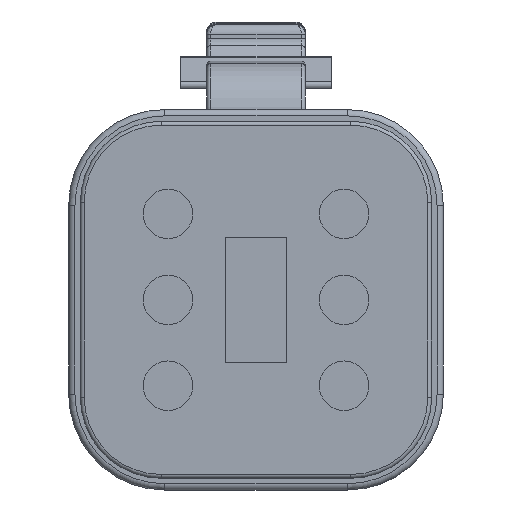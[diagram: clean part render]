
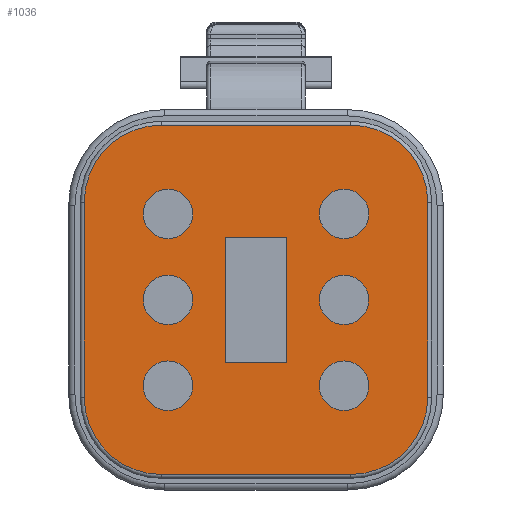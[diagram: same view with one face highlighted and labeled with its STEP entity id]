
A CAD part, front view. The second image highlights one B-rep face of the part: STEP entity #1036.
In plain terms, the highlighted planar face has unit normal (0, -1, 0).
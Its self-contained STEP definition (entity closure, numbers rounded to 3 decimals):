
#312=FACE_BOUND('',#2160,.T.);
#313=FACE_BOUND('',#2161,.T.);
#314=FACE_BOUND('',#2162,.T.);
#315=FACE_BOUND('',#2163,.T.);
#316=FACE_BOUND('',#2164,.T.);
#317=FACE_BOUND('',#2165,.T.);
#318=FACE_BOUND('',#2166,.T.);
#319=FACE_BOUND('',#2167,.T.);
#591=PLANE('',#8293);
#1036=ADVANCED_FACE('',(#312,#313,#314,#315,#316,#317,#318,#319),#591,.T.);
#2160=EDGE_LOOP('',(#4986,#4987,#4988,#4989,#4990,#4991,#4992,#4993));
#2161=EDGE_LOOP('',(#4994,#4995,#4996,#4997));
#2162=EDGE_LOOP('',(#4998));
#2163=EDGE_LOOP('',(#4999));
#2164=EDGE_LOOP('',(#5000));
#2165=EDGE_LOOP('',(#5001));
#2166=EDGE_LOOP('',(#5002));
#2167=EDGE_LOOP('',(#5003));
#2547=LINE('',#17290,#2932);
#2550=LINE('',#17296,#2935);
#2552=LINE('',#17300,#2937);
#2554=LINE('',#17304,#2939);
#2555=LINE('',#17309,#2940);
#2556=LINE('',#17313,#2941);
#2557=LINE('',#17317,#2942);
#2558=LINE('',#17321,#2943);
#2932=VECTOR('',#10414,1.);
#2935=VECTOR('',#10419,1.);
#2937=VECTOR('',#10423,1.);
#2939=VECTOR('',#10427,1.);
#2940=VECTOR('',#10432,1.);
#2941=VECTOR('',#10435,1.);
#2942=VECTOR('',#10438,1.);
#2943=VECTOR('',#10441,1.);
#4986=ORIENTED_EDGE('',*,*,#6829,.T.);
#4987=ORIENTED_EDGE('',*,*,#6830,.T.);
#4988=ORIENTED_EDGE('',*,*,#6831,.T.);
#4989=ORIENTED_EDGE('',*,*,#6832,.T.);
#4990=ORIENTED_EDGE('',*,*,#6833,.T.);
#4991=ORIENTED_EDGE('',*,*,#6834,.T.);
#4992=ORIENTED_EDGE('',*,*,#6835,.T.);
#4993=ORIENTED_EDGE('',*,*,#6836,.T.);
#4994=ORIENTED_EDGE('',*,*,#6828,.F.);
#4995=ORIENTED_EDGE('',*,*,#6826,.F.);
#4996=ORIENTED_EDGE('',*,*,#6824,.F.);
#4997=ORIENTED_EDGE('',*,*,#6821,.F.);
#4998=ORIENTED_EDGE('',*,*,#6820,.F.);
#4999=ORIENTED_EDGE('',*,*,#6819,.F.);
#5000=ORIENTED_EDGE('',*,*,#6818,.F.);
#5001=ORIENTED_EDGE('',*,*,#6817,.F.);
#5002=ORIENTED_EDGE('',*,*,#6816,.F.);
#5003=ORIENTED_EDGE('',*,*,#6815,.F.);
#5763=VERTEX_POINT('',#17273);
#5764=VERTEX_POINT('',#17276);
#5765=VERTEX_POINT('',#17279);
#5766=VERTEX_POINT('',#17282);
#5767=VERTEX_POINT('',#17285);
#5768=VERTEX_POINT('',#17288);
#5769=VERTEX_POINT('',#17291);
#5770=VERTEX_POINT('',#17292);
#5771=VERTEX_POINT('',#17297);
#5772=VERTEX_POINT('',#17301);
#5773=VERTEX_POINT('',#17307);
#5774=VERTEX_POINT('',#17308);
#5775=VERTEX_POINT('',#17310);
#5776=VERTEX_POINT('',#17312);
#5777=VERTEX_POINT('',#17314);
#5778=VERTEX_POINT('',#17316);
#5779=VERTEX_POINT('',#17318);
#5780=VERTEX_POINT('',#17320);
#6815=EDGE_CURVE('',#5763,#5763,#7386,.T.);
#6816=EDGE_CURVE('',#5764,#5764,#7387,.T.);
#6817=EDGE_CURVE('',#5765,#5765,#7388,.T.);
#6818=EDGE_CURVE('',#5766,#5766,#7389,.T.);
#6819=EDGE_CURVE('',#5767,#5767,#7390,.T.);
#6820=EDGE_CURVE('',#5768,#5768,#7391,.T.);
#6821=EDGE_CURVE('',#5769,#5770,#2547,.T.);
#6824=EDGE_CURVE('',#5770,#5771,#2550,.T.);
#6826=EDGE_CURVE('',#5771,#5772,#2552,.T.);
#6828=EDGE_CURVE('',#5772,#5769,#2554,.T.);
#6829=EDGE_CURVE('',#5773,#5774,#7392,.T.);
#6830=EDGE_CURVE('',#5774,#5775,#2555,.T.);
#6831=EDGE_CURVE('',#5775,#5776,#7393,.T.);
#6832=EDGE_CURVE('',#5776,#5777,#2556,.T.);
#6833=EDGE_CURVE('',#5777,#5778,#7394,.T.);
#6834=EDGE_CURVE('',#5778,#5779,#2557,.T.);
#6835=EDGE_CURVE('',#5779,#5780,#7395,.T.);
#6836=EDGE_CURVE('',#5780,#5773,#2558,.T.);
#7386=CIRCLE('',#8273,1.28);
#7387=CIRCLE('',#8275,1.28);
#7388=CIRCLE('',#8277,1.28);
#7389=CIRCLE('',#8279,1.28);
#7390=CIRCLE('',#8281,1.28);
#7391=CIRCLE('',#8283,1.28);
#7392=CIRCLE('',#8289,4.);
#7393=CIRCLE('',#8290,4.);
#7394=CIRCLE('',#8291,4.);
#7395=CIRCLE('',#8292,4.);
#8273=AXIS2_PLACEMENT_3D('',#17272,#10390,#10391);
#8275=AXIS2_PLACEMENT_3D('',#17275,#10394,#10395);
#8277=AXIS2_PLACEMENT_3D('',#17278,#10398,#10399);
#8279=AXIS2_PLACEMENT_3D('',#17281,#10402,#10403);
#8281=AXIS2_PLACEMENT_3D('',#17284,#10406,#10407);
#8283=AXIS2_PLACEMENT_3D('',#17287,#10410,#10411);
#8289=AXIS2_PLACEMENT_3D('',#17306,#10430,#10431);
#8290=AXIS2_PLACEMENT_3D('',#17311,#10433,#10434);
#8291=AXIS2_PLACEMENT_3D('',#17315,#10436,#10437);
#8292=AXIS2_PLACEMENT_3D('',#17319,#10439,#10440);
#8293=AXIS2_PLACEMENT_3D('',#17322,#10442,#10443);
#10390=DIRECTION('',(0.,-1.,0.));
#10391=DIRECTION('',(1.,0.,0.));
#10394=DIRECTION('',(0.,-1.,0.));
#10395=DIRECTION('',(1.,0.,0.));
#10398=DIRECTION('',(0.,-1.,0.));
#10399=DIRECTION('',(1.,0.,0.));
#10402=DIRECTION('',(0.,-1.,0.));
#10403=DIRECTION('',(1.,0.,0.));
#10406=DIRECTION('',(0.,-1.,0.));
#10407=DIRECTION('',(1.,0.,0.));
#10410=DIRECTION('',(0.,-1.,0.));
#10411=DIRECTION('',(1.,0.,0.));
#10414=DIRECTION('',(1.,0.,0.));
#10419=DIRECTION('',(0.,0.,1.));
#10423=DIRECTION('',(-1.,0.,0.));
#10427=DIRECTION('',(0.,0.,-1.));
#10430=DIRECTION('',(0.,-1.,0.));
#10431=DIRECTION('',(0.,0.,-1.));
#10432=DIRECTION('',(0.,0.,1.));
#10433=DIRECTION('',(0.,-1.,0.));
#10434=DIRECTION('',(0.,0.,-1.));
#10435=DIRECTION('',(-1.,0.,0.));
#10436=DIRECTION('',(0.,-1.,0.));
#10437=DIRECTION('',(0.,0.,-1.));
#10438=DIRECTION('',(0.,0.,-1.));
#10439=DIRECTION('',(0.,-1.,0.));
#10440=DIRECTION('',(0.,0.,-1.));
#10441=DIRECTION('',(1.,0.,0.));
#10442=DIRECTION('',(0.,-1.,0.));
#10443=DIRECTION('',(0.,0.,1.));
#17272=CARTESIAN_POINT('',(4.56,0.,0.));
#17273=CARTESIAN_POINT('',(5.84,0.,0.));
#17275=CARTESIAN_POINT('',(-4.56,0.,4.45));
#17276=CARTESIAN_POINT('',(-3.28,0.,4.45));
#17278=CARTESIAN_POINT('',(-4.56,0.,-4.45));
#17279=CARTESIAN_POINT('',(-3.28,0.,-4.45));
#17281=CARTESIAN_POINT('',(-4.56,0.,0.));
#17282=CARTESIAN_POINT('',(-3.28,0.,0.));
#17284=CARTESIAN_POINT('',(4.56,0.,-4.45));
#17285=CARTESIAN_POINT('',(5.84,0.,-4.45));
#17287=CARTESIAN_POINT('',(4.56,0.,4.45));
#17288=CARTESIAN_POINT('',(5.84,0.,4.45));
#17290=CARTESIAN_POINT('',(-1.6,0.,-3.25));
#17291=CARTESIAN_POINT('',(-1.6,0.,-3.25));
#17292=CARTESIAN_POINT('',(1.6,0.,-3.25));
#17296=CARTESIAN_POINT('',(1.6,0.,-3.25));
#17297=CARTESIAN_POINT('',(1.6,0.,3.25));
#17300=CARTESIAN_POINT('',(1.6,0.,3.25));
#17301=CARTESIAN_POINT('',(-1.6,0.,3.25));
#17304=CARTESIAN_POINT('',(-1.6,0.,3.25));
#17306=CARTESIAN_POINT('',(4.9,0.,-5.05));
#17307=CARTESIAN_POINT('',(4.9,0.,-9.05));
#17308=CARTESIAN_POINT('',(8.9,0.,-5.05));
#17309=CARTESIAN_POINT('',(8.9,0.,5.05));
#17310=CARTESIAN_POINT('',(8.9,0.,5.05));
#17311=CARTESIAN_POINT('',(4.9,0.,5.05));
#17312=CARTESIAN_POINT('',(4.9,0.,9.05));
#17313=CARTESIAN_POINT('',(-4.9,0.,9.05));
#17314=CARTESIAN_POINT('',(-4.9,0.,9.05));
#17315=CARTESIAN_POINT('',(-4.9,0.,5.05));
#17316=CARTESIAN_POINT('',(-8.9,0.,5.05));
#17317=CARTESIAN_POINT('',(-8.9,0.,-5.05));
#17318=CARTESIAN_POINT('',(-8.9,0.,-5.05));
#17319=CARTESIAN_POINT('',(-4.9,0.,-5.05));
#17320=CARTESIAN_POINT('',(-4.9,0.,-9.05));
#17321=CARTESIAN_POINT('',(4.9,0.,-9.05));
#17322=CARTESIAN_POINT('',(-4.9,0.,-5.05));
